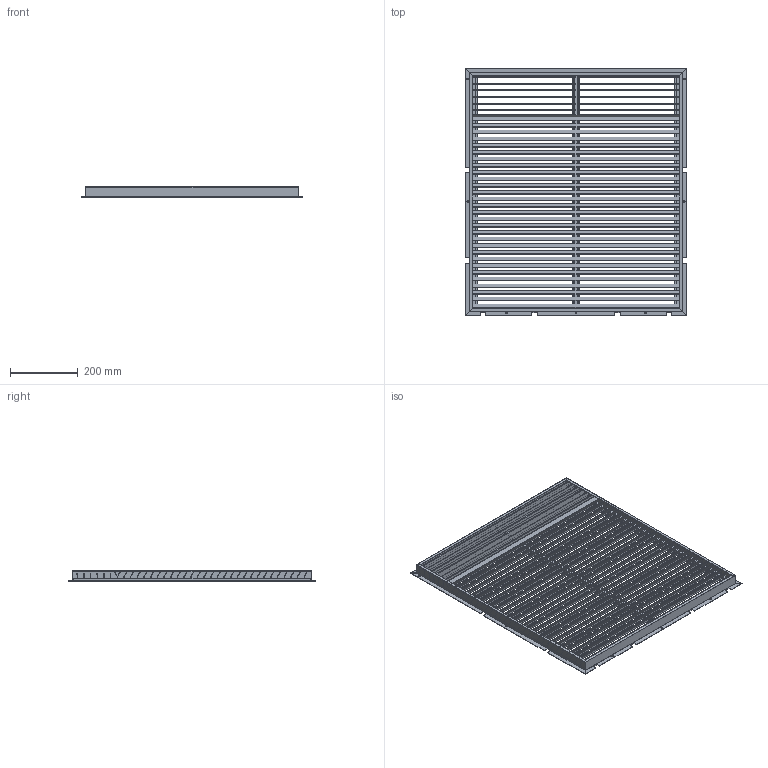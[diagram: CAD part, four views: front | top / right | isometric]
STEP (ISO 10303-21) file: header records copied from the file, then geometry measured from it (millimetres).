
FILE_DESCRIPTION (( 'STEP AP203' ), '1' );
FILE_NAME ('142-69-035.STEP', '2017-09-06T14:42:33', ( 'admin' ), ( 'Microsoft' ), 'SwSTEP 2.0', 'SolidWorks 2016', '' );
FILE_SCHEMA (( 'CONFIG_CONTROL_DESIGN' ));
Length unit declared in the file: inch
Products named in the file (1): 142-69-035
Bounding box: 654.05 x 730.25 x 31.11 mm (x, y, z)
Volume: 1259374 mm3; surface area: 1674969.9 mm2
Topology: 42 solids, 42 shells, 455 faces, 1113 edges, 742 vertices
Faces by surface type: plane 420, cylinder 35
Entity records: 13182 total; most frequent: CARTESIAN_POINT 2311, ORIENTED_EDGE 2226, DIRECTION 2095, EDGE_CURVE 1113, LINE 1043, VECTOR 1043, VERTEX_POINT 742, AXIS2_PLACEMENT_3D 526
